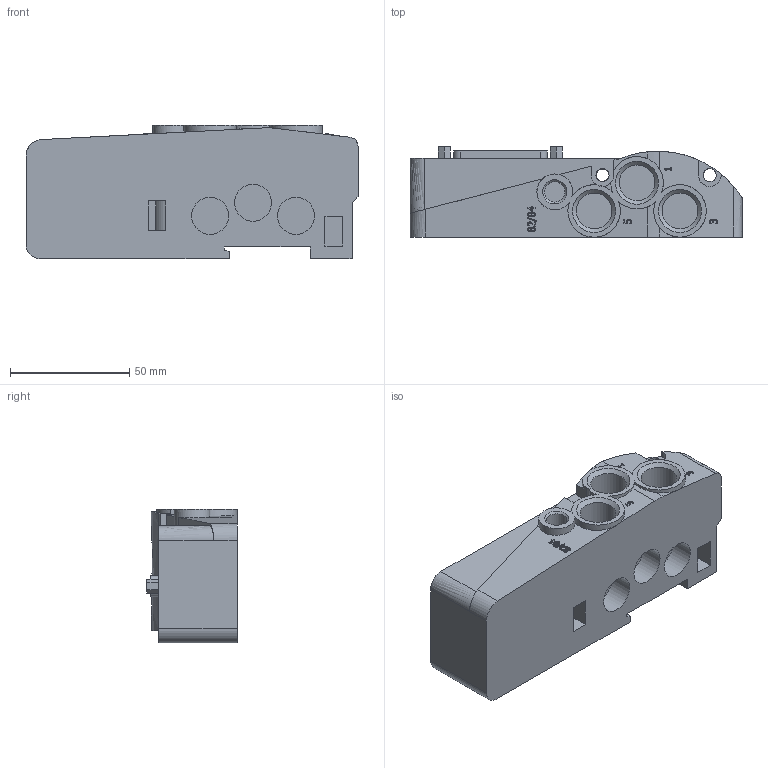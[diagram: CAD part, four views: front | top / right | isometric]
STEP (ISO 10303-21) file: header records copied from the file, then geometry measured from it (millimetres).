
FILE_DESCRIPTION((''),'2;1');
FILE_NAME('2530_03_25P.stp','2009-04-16T15:39:59',('brembcl1'),(''),'Autodesk Inventor 2009','Autodesk Inventor 2009','');
FILE_SCHEMA(('AUTOMOTIVE_DESIGN { 1 0 10303 214 1 1 1 1 }'));
Length unit declared in the file: millimetre
Products named in the file (1): 2530_03_25P
Bounding box: 139.2 x 38 x 56 mm (x, y, z)
Volume: 213079.4 mm3; surface area: 34036.2 mm2
Topology: 1 solids, 1 shells, 270 faces, 706 edges, 466 vertices
Faces by surface type: bspline 150, plane 99, cylinder 14, cone 7
Full cylindrical faces by diameter (mm): 3.242 x4, 3.5 x1, 14.95 x3
Entity records: 9719 total; most frequent: CARTESIAN_POINT 3780, ORIENTED_EDGE 1342, DIRECTION 841, EDGE_CURVE 671, VERTEX_POINT 460, VECTOR 405, LINE 405, EDGE_LOOP 333
